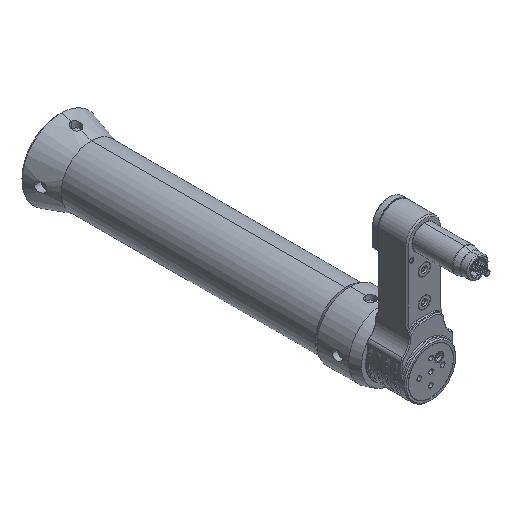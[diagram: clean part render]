
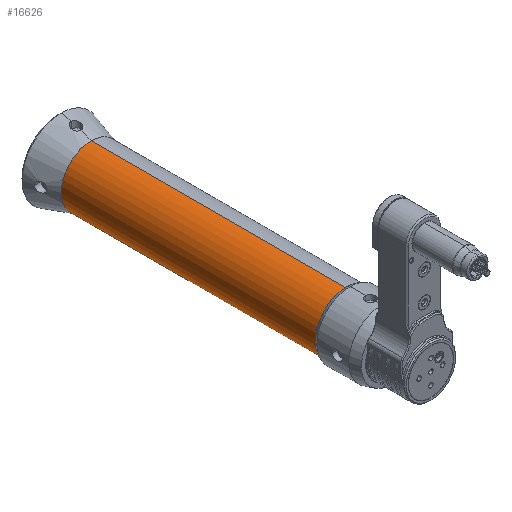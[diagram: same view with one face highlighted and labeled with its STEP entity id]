
A CAD part, isometric view. The second image highlights one B-rep face of the part: STEP entity #16626.
In plain terms, the highlighted cylindrical face has radius 14 mm (diameter 28 mm), a partial arc.
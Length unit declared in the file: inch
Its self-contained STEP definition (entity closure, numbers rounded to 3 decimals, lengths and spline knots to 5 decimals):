
#6688=CARTESIAN_POINT('',(0.,1.15748,-2.08189));
#6689=DIRECTION('',(0.,1.,0.));
#6690=DIRECTION('',(0.,0.,-1.));
#6691=AXIS2_PLACEMENT_3D('',#6688,#6689,#6690);
#6970=DIRECTION('',(0.,-1.,0.));
#6971=VECTOR('',#6970,4.68504);
#6972=CARTESIAN_POINT('',(0.,5.84252,-2.63307));
#6973=LINE('',#6972,#6971);
#6974=CARTESIAN_POINT('',(0.,5.84252,-2.08189));
#6975=DIRECTION('',(0.,-1.,0.));
#6976=DIRECTION('',(0.,0.,1.));
#6977=AXIS2_PLACEMENT_3D('',#6974,#6975,#6976);
#6979=DIRECTION('',(0.,-1.,0.));
#6980=VECTOR('',#6979,4.68504);
#6981=CARTESIAN_POINT('',(0.,5.84252,-1.53071));
#6982=LINE('',#6981,#6980);
#9128=CARTESIAN_POINT('',(0.,5.84252,-1.53071));
#9129=CARTESIAN_POINT('',(0.,5.84252,-2.63307));
#9130=VERTEX_POINT('',#9128);
#9131=VERTEX_POINT('',#9129);
#9168=CARTESIAN_POINT('',(0.,1.15748,-1.53071));
#9169=CARTESIAN_POINT('',(0.,1.15748,-2.63307));
#9170=VERTEX_POINT('',#9168);
#9171=VERTEX_POINT('',#9169);
#16614=CARTESIAN_POINT('',(0.,0.625,-2.08189));
#16615=DIRECTION('',(0.,1.,0.));
#16616=DIRECTION('',(0.,0.,-1.));
#16617=AXIS2_PLACEMENT_3D('',#16614,#16615,#16616);
#16618=CYLINDRICAL_SURFACE('',#16617,0.55118);
#16619=ORIENTED_EDGE('',*,*,#16430,.F.);
#16620=ORIENTED_EDGE('',*,*,#16609,.F.);
#16622=ORIENTED_EDGE('',*,*,#16621,.F.);
#16623=ORIENTED_EDGE('',*,*,#16605,.T.);
#16624=EDGE_LOOP('',(#16619,#16620,#16622,#16623));
#16625=FACE_OUTER_BOUND('',#16624,.F.);
#16626=ADVANCED_FACE('',(#16625),#16618,.T.);
#6692=CIRCLE('',#6691,0.55118);
#6978=CIRCLE('',#6977,0.55118);
#16430=EDGE_CURVE('',#9171,#9170,#6692,.T.);
#16605=EDGE_CURVE('',#9130,#9170,#6982,.T.);
#16609=EDGE_CURVE('',#9131,#9171,#6973,.T.);
#16621=EDGE_CURVE('',#9130,#9131,#6978,.T.);
